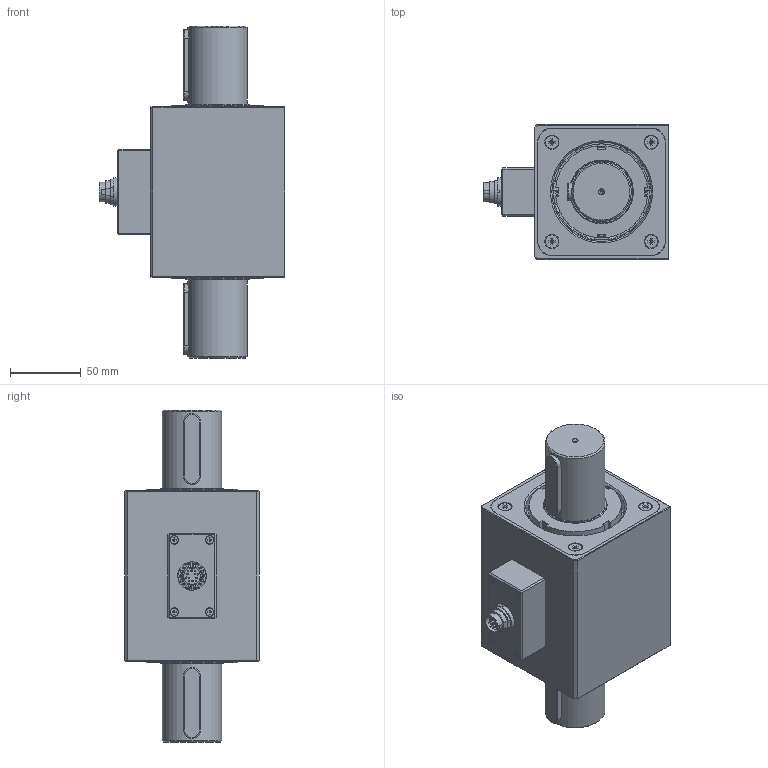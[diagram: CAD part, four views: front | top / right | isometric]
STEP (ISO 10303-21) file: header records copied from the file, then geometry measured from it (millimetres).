
FILE_DESCRIPTION( ( 'Unknown' ), '1' );
FILE_NAME( '2643-Z32_DOC-00104210.stp', 'Unknown', ( 'Unknown' ), ( 'Unknown' ), 'PSStep 17.0.49', 'Unknown', ' ' );
FILE_SCHEMA( ( 'AUTOMOTIVE_DESIGN { 1 0 10303 214 1 1 1 1 }' ) );
Length unit declared in the file: millimetre
Products named in the file (40): 2643-B34_DOC-00080909; 2643-058_DOC-00076805; 2643-B10_Gehäusebaugruppe_DOC-00063140; 2643-030_Gehäuse_DOC-00063141; 2643-035_DOC-00063185; 2643-035_DOC-00063185-oa0; senkschraube din 965-m5x10-h; senkschraube din 965-m5x10-h-oa1; senkschraube din 965-m5x10-h-oa2; senkschraube din 965-m5x10-h-oa3; senkschraube din 965-m5x10-h-oa4; senkschraube din 965-m5x10-h-oa5; senkschraube din 965-m5x10-h-oa6; senkschraube din 965-m5x10-h-oa7; 2643-B24_DOC-00076804; DIN 625-T1-6009-2Z_45x75x16; DIN 625-T1-6009-2Z_45x75x16-oa8; Nutmutter DIN 981-KM 9; Nutmutter DIN 981-KM 9-oa9; Sicherungsblech DIN 5406-MB 9; Sicherungsblech DIN 5406-MB 9-oa10; paßfeder a12x8x50 din 6885; paßfeder a12x8x50 din 6885-oa11; 2643-B15_Elektronikgehäuse_DOC-00067869; Senkschraube DIN 965-M3x30-H; Senkschraube DIN 965-M3x30-H-oa12; Senkschraube DIN 965-M3x30-H-oa13; Senkschraube DIN 965-M3x30-H-oa14; 2643-107_DOC-00105004; Assem1; Mutter fuer Flanschst_DOC-00098240; cerl0B20E61Fok6c
Assembly tree (39 placements, depth 4):
  Assem1
    Mutter fuer Flanschst_DOC-00098240
    cerl0B20E61Fok6c
    2643-B10_Gehäusebaugruppe_DOC-00063140
      2643-030_Gehäuse_DOC-00063141
      2643-035_DOC-00063185
      2643-035_DOC-00063185-oa0
      senkschraube din 965-m5x10-h
      senkschraube din 965-m5x10-h-oa1
      senkschraube din 965-m5x10-h-oa2
      senkschraube din 965-m5x10-h-oa3
      senkschraube din 965-m5x10-h-oa4
      senkschraube din 965-m5x10-h-oa5
      senkschraube din 965-m5x10-h-oa6
      senkschraube din 965-m5x10-h-oa7
    2643-B24_DOC-00076804
      DIN 625-T1-6009-2Z_45x75x16
      DIN 625-T1-6009-2Z_45x75x16
      DIN 625-T1-6009-2Z_45x75x16
      DIN 625-T1-6009-2Z_45x75x16
      DIN 625-T1-6009-2Z_45x75x16
      DIN 625-T1-6009-2Z_45x75x16-oa8
      DIN 625-T1-6009-2Z_45x75x16-oa8
      DIN 625-T1-6009-2Z_45x75x16-oa8
      DIN 625-T1-6009-2Z_45x75x16-oa8
      DIN 625-T1-6009-2Z_45x75x16-oa8
      Nutmutter DIN 981-KM 9
      Nutmutter DIN 981-KM 9-oa9
      Sicherungsblech DIN 5406-MB 9
      Sicherungsblech DIN 5406-MB 9-oa10
      paßfeder a12x8x50 din 6885
      paßfeder a12x8x50 din 6885-oa11
      2643-B34_DOC-00080909
        2643-058_DOC-00076805
    2643-B15_Elektronikgehäuse_DOC-00067869
      Senkschraube DIN 965-M3x30-H
      Senkschraube DIN 965-M3x30-H-oa12
      Senkschraube DIN 965-M3x30-H-oa13
      Senkschraube DIN 965-M3x30-H-oa14
      2643-107_DOC-00105004
Bounding box: 131 x 95 x 234 mm (x, y, z)
Volume: 1062563.8 mm3; surface area: 257725.8 mm2
Topology: 35 solids, 37 shells, 987 faces, 2421 edges, 1568 vertices
Faces by surface type: plane 465, cylinder 265, cone 166, torus 90, bspline 1
Full cylindrical faces by diameter (mm): 0.7 x24, 2 x2, 2.387 x4, 3 x4, 3.2 x4, 4.019 x8, 4.134 x8, 5 x8, 5.3 x8, 5.6 x4, 6.647 x4, 8 x2, 9.2 x8, 11.7 x1, 12 x1, 12.85 x1, 13.6 x1, 15 x1, 17.188 x1, 20 x2, 42 x2, 43.917 x2, 45 x4, 50 x3, 51.8 x4, 54 x1, 56.98 x4, 64.41 x4, 67.68 x4, 67.78 x4
Entity records: 35961 total; most frequent: CARTESIAN_POINT 5628, DIRECTION 4638, ORIENTED_EDGE 4018, EDGE_CURVE 2009, AXIS2_PLACEMENT_3D 1815, VERTEX_POINT 1473, EDGE_LOOP 1400, FACE_OUTER_BOUND 1196
